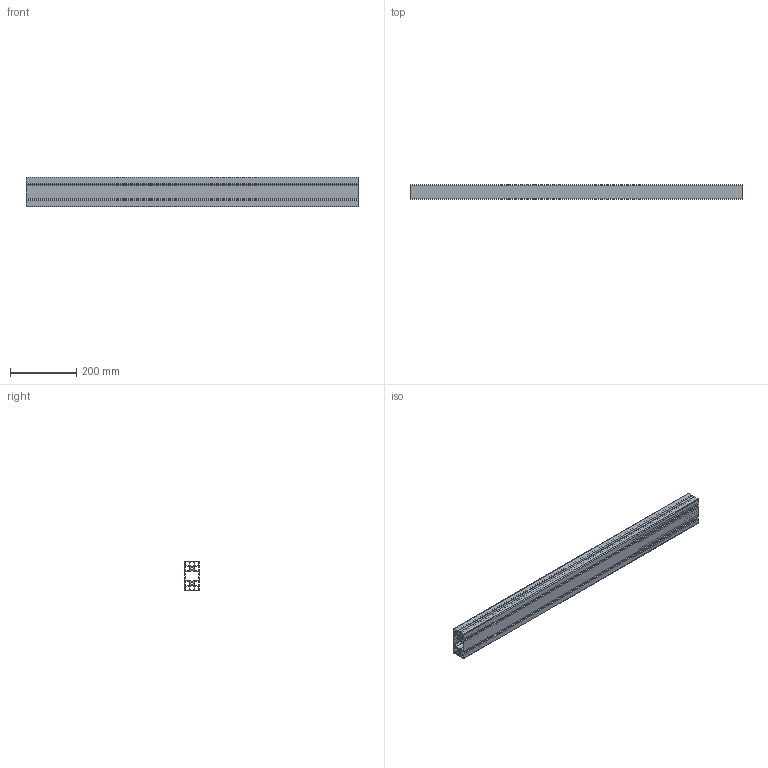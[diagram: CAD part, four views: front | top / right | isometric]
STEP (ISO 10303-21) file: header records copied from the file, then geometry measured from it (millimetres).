
FILE_DESCRIPTION(('STEP AP203'),'1');
FILE_NAME('BASE08N0033.stp','2023-10-23T08:57:00',(' '),(' '),'Spatial InterOp 3D',' ',' ');
FILE_SCHEMA(('CONFIG_CONTROL_DESIGN'));
Length unit declared in the file: millimetre
Products named in the file (1): Profilé 8 90x45 léger 4N pelable
Bounding box: 1000 x 45 x 90 mm (x, y, z)
Volume: 1187358.4 mm3; surface area: 933794.7 mm2
Topology: 1 solids, 1 shells, 158 faces, 470 edges, 314 vertices
Faces by surface type: plane 118, cylinder 40
Full cylindrical faces by diameter (mm): 6.78 x2
Entity records: 5408 total; most frequent: CARTESIAN_POINT 937, ORIENTED_EDGE 932, DIRECTION 864, EDGE_CURVE 466, LINE 386, VECTOR 386, VERTEX_POINT 312, AXIS2_PLACEMENT_3D 239
